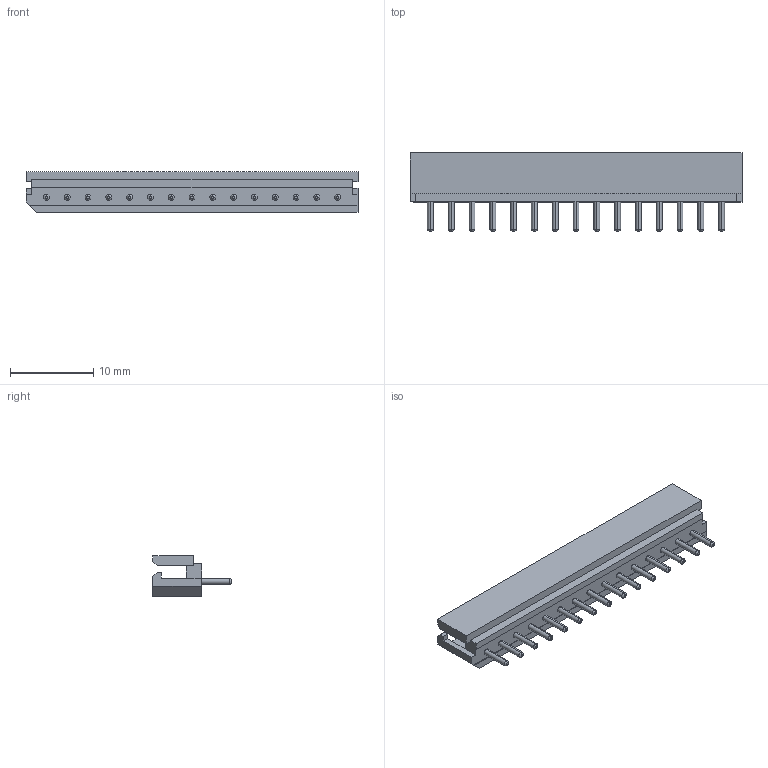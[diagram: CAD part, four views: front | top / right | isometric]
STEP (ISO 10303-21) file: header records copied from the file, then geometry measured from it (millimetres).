
FILE_DESCRIPTION((''),'2;1');
FILE_NAME('022035155','2016-09-06T',('gsharma'),(''),'PRO/ENGINEER BY PARAMETRIC TECHNOLOGY CORPORATION, 2012310','PRO/ENGINEER BY PARAMETRIC TECHNOLOGY CORPORATION, 2012310','');
FILE_SCHEMA(('CONFIG_CONTROL_DESIGN'));
Length unit declared in the file: millimetre
Products named in the file (1): 022035155
Bounding box: 39.9 x 9.4 x 4.9 mm (x, y, z)
Volume: 600.9 mm3; surface area: 1476.7 mm2
Topology: 1 solids, 1 shells, 249 faces, 609 edges, 414 vertices
Faces by surface type: plane 129, cylinder 60, bspline 60
Entity records: 8641 total; most frequent: CARTESIAN_POINT 2819, DIRECTION 1259, ORIENTED_EDGE 1114, EDGE_CURVE 557, AXIS2_PLACEMENT_3D 460, VERTEX_POINT 340, VECTOR 339, LINE 339
